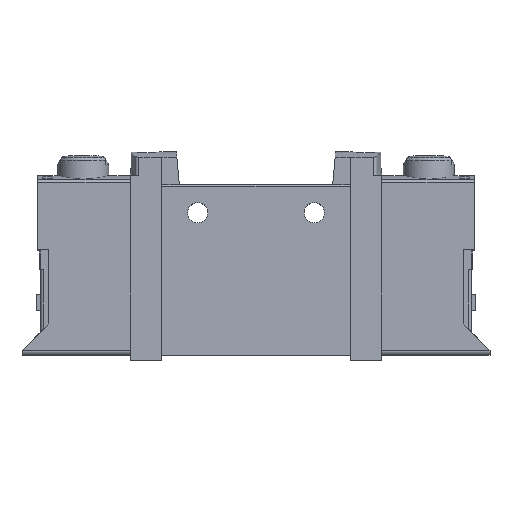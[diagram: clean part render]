
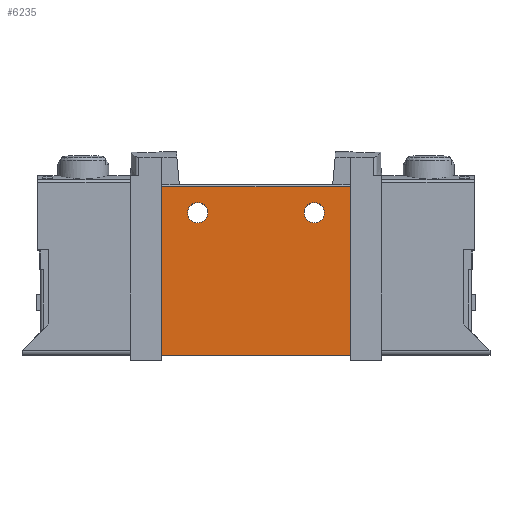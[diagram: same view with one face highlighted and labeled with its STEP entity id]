
A CAD part, top view. The second image highlights one B-rep face of the part: STEP entity #6235.
In plain terms, the highlighted planar face has unit normal (0, 0, 1).
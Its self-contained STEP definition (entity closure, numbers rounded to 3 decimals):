
#98=PLANE('',#6743);
#575=LINE('',#9802,#1231);
#645=LINE('',#9972,#1301);
#648=LINE('',#9980,#1304);
#651=LINE('',#9988,#1307);
#1231=VECTOR('',#7682,1000.);
#1301=VECTOR('',#7822,1000.);
#1304=VECTOR('',#7829,1000.);
#1307=VECTOR('',#7838,1000.);
#2251=ORIENTED_EDGE('',*,*,#3971,.F.);
#2252=ORIENTED_EDGE('',*,*,#3972,.F.);
#2253=ORIENTED_EDGE('',*,*,#3874,.T.);
#2254=ORIENTED_EDGE('',*,*,#3973,.F.);
#2255=ORIENTED_EDGE('',*,*,#3964,.F.);
#2256=ORIENTED_EDGE('',*,*,#3968,.T.);
#3874=EDGE_CURVE('',#4746,#4745,#575,.T.);
#3964=EDGE_CURVE('',#4810,#4811,#645,.T.);
#3968=EDGE_CURVE('',#4810,#4746,#648,.T.);
#3971=EDGE_CURVE('',#4814,#4814,#5166,.F.);
#3972=EDGE_CURVE('',#4815,#4815,#5167,.F.);
#3973=EDGE_CURVE('',#4811,#4745,#651,.T.);
#4745=VERTEX_POINT('',#9801);
#4746=VERTEX_POINT('',#9803);
#4810=VERTEX_POINT('',#9971);
#4811=VERTEX_POINT('',#9973);
#4814=VERTEX_POINT('',#9985);
#4815=VERTEX_POINT('',#9987);
#5166=CIRCLE('',#6744,1.6);
#5167=CIRCLE('',#6745,1.6);
#5351=EDGE_LOOP('',(#2251));
#5352=EDGE_LOOP('',(#2252));
#5353=EDGE_LOOP('',(#2253,#2254,#2255,#2256));
#5769=FACE_BOUND('',#5351,.T.);
#5770=FACE_BOUND('',#5352,.T.);
#5771=FACE_BOUND('',#5353,.T.);
#6235=ADVANCED_FACE('',(#5769,#5770,#5771),#98,.F.);
#6743=AXIS2_PLACEMENT_3D('',#9983,#7832,#7833);
#6744=AXIS2_PLACEMENT_3D('',#9984,#7834,#7835);
#6745=AXIS2_PLACEMENT_3D('',#9986,#7836,#7837);
#7682=DIRECTION('',(0.,-1.,0.));
#7822=DIRECTION('',(0.,-1.,0.));
#7829=DIRECTION('',(-1.,0.,0.));
#7832=DIRECTION('',(0.,0.,-1.));
#7833=DIRECTION('',(-1.,0.,0.));
#7834=DIRECTION('',(0.,0.,-1.));
#7835=DIRECTION('',(-1.,0.,0.));
#7836=DIRECTION('',(0.,0.,-1.));
#7837=DIRECTION('',(-1.,0.,0.));
#7838=DIRECTION('',(-1.,0.,0.));
#9801=CARTESIAN_POINT('',(-14.95,0.,5.1));
#9802=CARTESIAN_POINT('',(-14.95,26.7,5.1));
#9803=CARTESIAN_POINT('',(-14.95,26.7,5.1));
#9971=CARTESIAN_POINT('',(14.95,26.7,5.1));
#9972=CARTESIAN_POINT('',(14.95,26.7,5.1));
#9973=CARTESIAN_POINT('',(14.95,0.,5.1));
#9980=CARTESIAN_POINT('',(14.95,26.7,5.1));
#9983=CARTESIAN_POINT('',(14.95,26.7,5.1));
#9984=CARTESIAN_POINT('',(9.25,22.6,5.1));
#9985=CARTESIAN_POINT('',(7.65,22.6,5.1));
#9986=CARTESIAN_POINT('',(-9.25,22.6,5.1));
#9987=CARTESIAN_POINT('',(-10.85,22.6,5.1));
#9988=CARTESIAN_POINT('',(14.95,0.,5.1));
